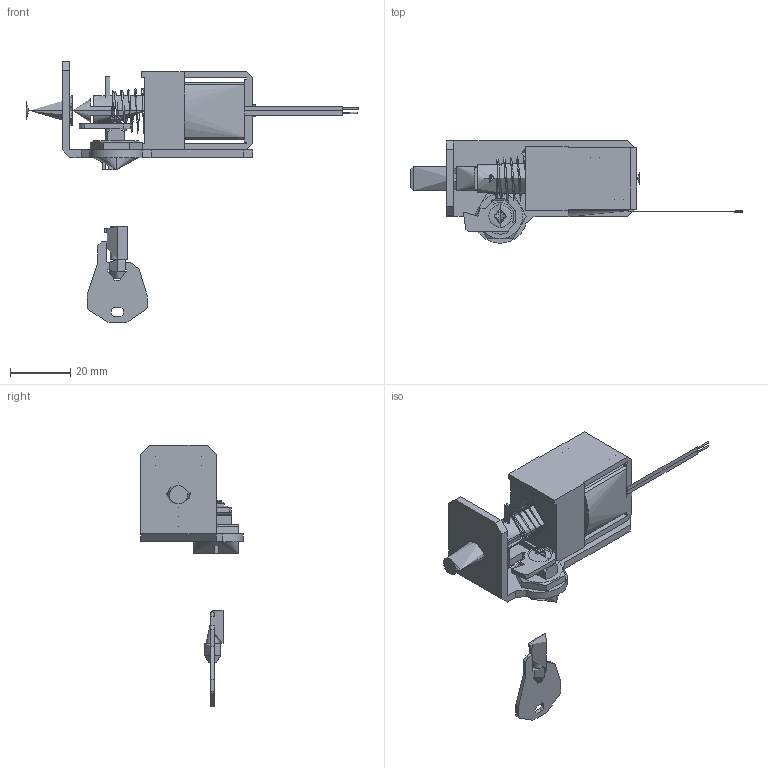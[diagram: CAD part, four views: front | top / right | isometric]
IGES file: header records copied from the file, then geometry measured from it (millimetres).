
Start section: ------------------------------------------------------------------------
Global section: file name: PC008.19884.TL_442_1_6V_30991.igs; native system: spGate; preprocessor: ver19.8.4 (****-****-****-****); author: Unknown; organization: Unknown; date: 231106.195751; units: millimetre
Bounding box: 110.5 x 34 x 86.88 mm (x, y, z)
Volume: 28984.8 mm3; surface area: 15914.3 mm2
Topology: 4 solids, 4 shells, 377 faces, 1025 edges, 664 vertices
Faces by surface type: bspline 377
